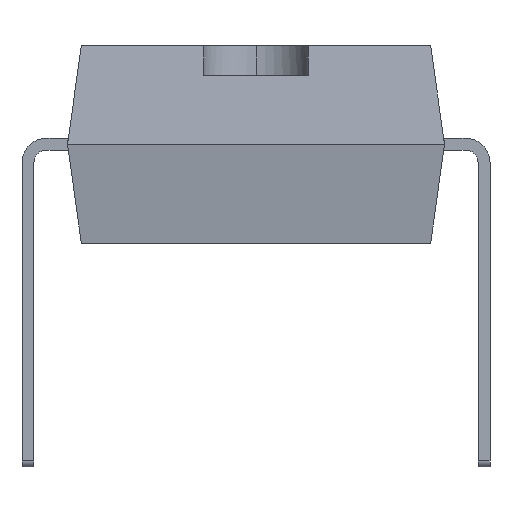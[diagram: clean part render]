
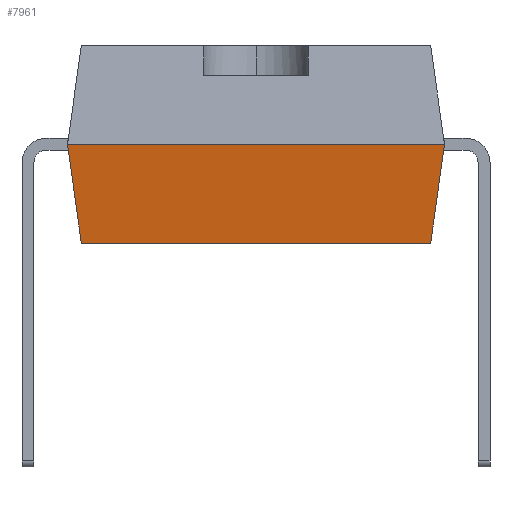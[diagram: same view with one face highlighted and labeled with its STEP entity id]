
A CAD part, left-side view. The second image highlights one B-rep face of the part: STEP entity #7961.
In plain terms, the highlighted planar face has unit normal (-0.99, 0, -0.139).
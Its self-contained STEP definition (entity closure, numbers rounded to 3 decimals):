
#152 = CARTESIAN_POINT ( 'NONE',  ( -4.6, 3.15, 0. ) ) ;
#264 = CARTESIAN_POINT ( 'NONE',  ( -4.368, 0., -1.65 ) ) ;
#592 = CARTESIAN_POINT ( 'NONE',  ( -4.368, 2.918, -1.65 ) ) ;
#883 = CARTESIAN_POINT ( 'NONE',  ( -4.6, 3.15, 0. ) ) ;
#1076 = VECTOR ( 'NONE', #20250, 1000. ) ;
#2571 = CARTESIAN_POINT ( 'NONE',  ( -4.368, -2.918, -1.65 ) ) ;
#2644 = EDGE_LOOP ( 'NONE', ( #17886, #4014, #11226, #14288 ) ) ;
#3015 = EDGE_CURVE ( 'NONE', #15929, #20510, #16655, .T. ) ;
#3213 = EDGE_CURVE ( 'NONE', #12854, #6993, #13152, .T. ) ;
#3367 = DIRECTION ( 'NONE',  ( -0.138, 0.138, 0.981 ) ) ;
#4014 = ORIENTED_EDGE ( 'NONE', *, *, #9464, .F. ) ;
#6870 = AXIS2_PLACEMENT_3D ( 'NONE', #883, #16736, #20007 ) ;
#6993 = VERTEX_POINT ( 'NONE', #8109 ) ;
#7307 = FACE_OUTER_BOUND ( 'NONE', #2644, .T. ) ;
#7961 = ADVANCED_FACE ( 'NONE', ( #7307 ), #13574, .T. ) ;
#8043 = VECTOR ( 'NONE', #13496, 1000. ) ;
#8109 = CARTESIAN_POINT ( 'NONE',  ( -4.6, -3.15, 0. ) ) ;
#9402 = VECTOR ( 'NONE', #15023, 1000. ) ;
#9464 = EDGE_CURVE ( 'NONE', #15929, #12854, #13059, .T. ) ;
#11226 = ORIENTED_EDGE ( 'NONE', *, *, #3015, .T. ) ;
#11757 = EDGE_CURVE ( 'NONE', #20510, #6993, #16871, .T. ) ;
#11921 = CARTESIAN_POINT ( 'NONE',  ( -4.6, 3.15, 0. ) ) ;
#12854 = VERTEX_POINT ( 'NONE', #11921 ) ;
#13059 = LINE ( 'NONE', #152, #20511 ) ;
#13152 = LINE ( 'NONE', #15238, #9402 ) ;
#13496 = DIRECTION ( 'NONE',  ( 0., -1., 0. ) ) ;
#13574 = PLANE ( 'NONE',  #6870 ) ;
#14288 = ORIENTED_EDGE ( 'NONE', *, *, #11757, .T. ) ;
#15023 = DIRECTION ( 'NONE',  ( 0., -1., 0. ) ) ;
#15238 = CARTESIAN_POINT ( 'NONE',  ( -4.6, 3.15, 0. ) ) ;
#15929 = VERTEX_POINT ( 'NONE', #592 ) ;
#16655 = LINE ( 'NONE', #264, #8043 ) ;
#16736 = DIRECTION ( 'NONE',  ( -0.99, 0., -0.139 ) ) ;
#16757 = CARTESIAN_POINT ( 'NONE',  ( -4.48, -3.03, -0.852 ) ) ;
#16871 = LINE ( 'NONE', #16757, #1076 ) ;
#17886 = ORIENTED_EDGE ( 'NONE', *, *, #3213, .F. ) ;
#20007 = DIRECTION ( 'NONE',  ( -0.139, 0., 0.99 ) ) ;
#20250 = DIRECTION ( 'NONE',  ( -0.138, -0.138, 0.981 ) ) ;
#20510 = VERTEX_POINT ( 'NONE', #2571 ) ;
#20511 = VECTOR ( 'NONE', #3367, 1000. ) ;
